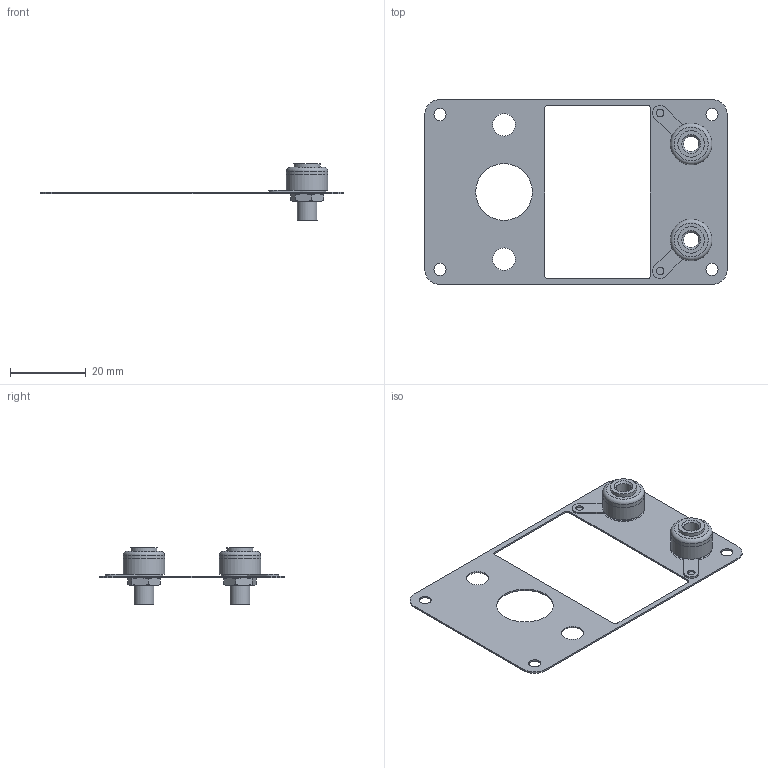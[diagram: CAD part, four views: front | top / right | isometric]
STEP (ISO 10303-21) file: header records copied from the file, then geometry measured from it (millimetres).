
FILE_DESCRIPTION(('Open CASCADE Model'),'2;1');
FILE_NAME('Open CASCADE Shape Model','2019-07-13T19:50:53',('Author'),( 'Open CASCADE'),'Open CASCADE STEP processor 6.8','Open CASCADE 6.8' ,'Unknown');
FILE_SCHEMA(('AUTOMOTIVE_DESIGN { 1 0 10303 214 1 1 1 1 }'));
Length unit declared in the file: millimetre
Products named in the file (11): PCB; Board; J1; 4mm_Panel_Mount_Banana_Socket; Plastic_Cap; Plastic_Cap_top; Socket_Tube; Wire_Connector; Washer; Connector_Nut; J2
Assembly tree (11 placements, depth 4):
  PCB
    Board
    J1
      4mm_Panel_Mount_Banana_Socket
        Plastic_Cap
        Plastic_Cap_top
        Socket_Tube
        Wire_Connector
        Washer
        Connector_Nut
    J2
      4mm_Panel_Mount_Banana_Socket
        Plastic_Cap
        Plastic_Cap_top
        Socket_Tube
        Wire_Connector
        Washer
        Connector_Nut
Bounding box: 80 x 49 x 15 mm (x, y, z)
Volume: 2291.5 mm3; surface area: 8209.2 mm2
Topology: 13 solids, 13 shells, 119 faces, 263 edges, 174 vertices
Faces by surface type: plane 54, cylinder 47, cone 16, torus 2
Full cylindrical faces by diameter (mm): 2 x2, 3.2 x4, 4 x2, 5.25 x4, 6 x8, 7 x2, 7.5 x2, 8 x4, 11 x6, 15 x1
Entity records: 2388 total; most frequent: CARTESIAN_POINT 423, DIRECTION 379, ORIENTED_EDGE 338, EDGE_CURVE 169, AXIS2_PLACEMENT_3D 159, VERTEX_POINT 112, FACE_BOUND 109, EDGE_LOOP 109
